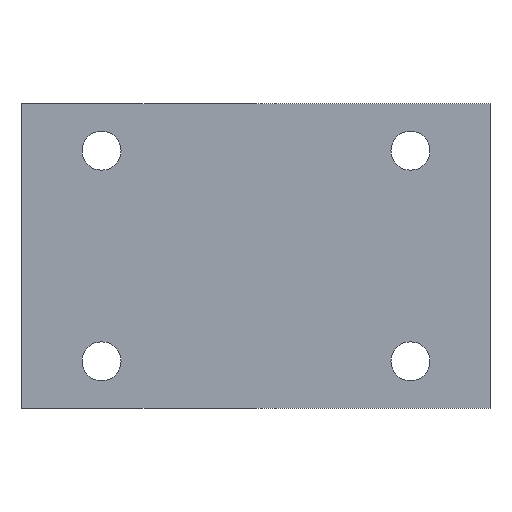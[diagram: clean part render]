
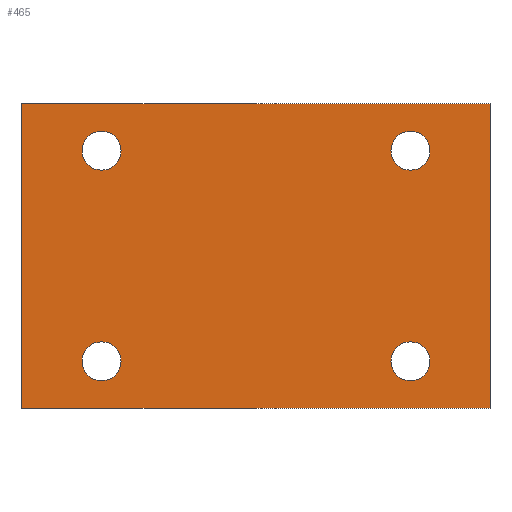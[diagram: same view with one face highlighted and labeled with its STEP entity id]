
A CAD part, front view. The second image highlights one B-rep face of the part: STEP entity #465.
In plain terms, the highlighted planar face has unit normal (0, -1, 0).
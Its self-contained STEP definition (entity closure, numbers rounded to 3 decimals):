
#97=DIRECTION('',(0.,0.,-1.));
#98=VECTOR('',#97,26.);
#99=CARTESIAN_POINT('',(40.,0.,18.));
#100=LINE('',#99,#98);
#101=DIRECTION('',(0.,0.,1.));
#102=VECTOR('',#101,26.);
#103=CARTESIAN_POINT('',(0.,0.,-8.));
#104=LINE('',#103,#102);
#105=DIRECTION('',(-1.,0.,0.));
#106=VECTOR('',#105,40.);
#107=CARTESIAN_POINT('',(40.,0.,18.));
#108=LINE('',#107,#106);
#109=CARTESIAN_POINT('',(6.8,0.,14.));
#110=DIRECTION('',(0.,1.,0.));
#111=DIRECTION('',(0.,0.,-1.));
#112=AXIS2_PLACEMENT_3D('',#109,#110,#111);
#114=CARTESIAN_POINT('',(6.8,0.,14.));
#115=DIRECTION('',(0.,1.,0.));
#116=DIRECTION('',(0.,0.,1.));
#117=AXIS2_PLACEMENT_3D('',#114,#115,#116);
#119=CARTESIAN_POINT('',(6.8,0.,-4.));
#120=DIRECTION('',(0.,1.,0.));
#121=DIRECTION('',(0.,0.,-1.));
#122=AXIS2_PLACEMENT_3D('',#119,#120,#121);
#124=CARTESIAN_POINT('',(6.8,0.,-4.));
#125=DIRECTION('',(0.,1.,0.));
#126=DIRECTION('',(0.,0.,1.));
#127=AXIS2_PLACEMENT_3D('',#124,#125,#126);
#129=CARTESIAN_POINT('',(33.2,0.,-4.));
#130=DIRECTION('',(0.,1.,0.));
#131=DIRECTION('',(0.,0.,-1.));
#132=AXIS2_PLACEMENT_3D('',#129,#130,#131);
#134=CARTESIAN_POINT('',(33.2,0.,-4.));
#135=DIRECTION('',(0.,1.,0.));
#136=DIRECTION('',(0.,0.,1.));
#137=AXIS2_PLACEMENT_3D('',#134,#135,#136);
#139=CARTESIAN_POINT('',(33.2,0.,14.));
#140=DIRECTION('',(0.,1.,0.));
#141=DIRECTION('',(0.,0.,-1.));
#142=AXIS2_PLACEMENT_3D('',#139,#140,#141);
#144=CARTESIAN_POINT('',(33.2,0.,14.));
#145=DIRECTION('',(0.,1.,0.));
#146=DIRECTION('',(0.,0.,1.));
#147=AXIS2_PLACEMENT_3D('',#144,#145,#146);
#149=DIRECTION('',(-1.,0.,0.));
#150=VECTOR('',#149,40.);
#151=CARTESIAN_POINT('',(40.,0.,-8.));
#152=LINE('',#151,#150);
#254=CARTESIAN_POINT('',(40.,0.,18.));
#256=VERTEX_POINT('',#254);
#257=CARTESIAN_POINT('',(40.,0.,-8.));
#259=VERTEX_POINT('',#257);
#262=CARTESIAN_POINT('',(0.,0.,18.));
#264=VERTEX_POINT('',#262);
#265=CARTESIAN_POINT('',(0.,0.,-8.));
#267=VERTEX_POINT('',#265);
#277=CARTESIAN_POINT('',(6.8,0.,12.335));
#278=CARTESIAN_POINT('',(6.8,0.,15.665));
#279=VERTEX_POINT('',#277);
#280=VERTEX_POINT('',#278);
#281=CARTESIAN_POINT('',(6.8,0.,-5.665));
#282=CARTESIAN_POINT('',(6.8,0.,-2.335));
#283=VERTEX_POINT('',#281);
#284=VERTEX_POINT('',#282);
#285=CARTESIAN_POINT('',(33.2,0.,-5.665));
#286=CARTESIAN_POINT('',(33.2,0.,-2.335));
#287=VERTEX_POINT('',#285);
#288=VERTEX_POINT('',#286);
#289=CARTESIAN_POINT('',(33.2,0.,12.335));
#290=CARTESIAN_POINT('',(33.2,0.,15.665));
#291=VERTEX_POINT('',#289);
#292=VERTEX_POINT('',#290);
#427=CARTESIAN_POINT('',(0.,0.,0.));
#428=DIRECTION('',(0.,-1.,0.));
#429=DIRECTION('',(1.,0.,0.));
#430=AXIS2_PLACEMENT_3D('',#427,#428,#429);
#431=PLANE('',#430);
#432=ORIENTED_EDGE('',*,*,#411,.T.);
#434=ORIENTED_EDGE('',*,*,#433,.T.);
#436=ORIENTED_EDGE('',*,*,#435,.T.);
#438=ORIENTED_EDGE('',*,*,#437,.F.);
#439=EDGE_LOOP('',(#432,#434,#436,#438));
#440=FACE_OUTER_BOUND('',#439,.F.);
#442=ORIENTED_EDGE('',*,*,#441,.F.);
#444=ORIENTED_EDGE('',*,*,#443,.F.);
#445=EDGE_LOOP('',(#442,#444));
#446=FACE_BOUND('',#445,.F.);
#448=ORIENTED_EDGE('',*,*,#447,.F.);
#450=ORIENTED_EDGE('',*,*,#449,.F.);
#451=EDGE_LOOP('',(#448,#450));
#452=FACE_BOUND('',#451,.F.);
#454=ORIENTED_EDGE('',*,*,#453,.F.);
#456=ORIENTED_EDGE('',*,*,#455,.F.);
#457=EDGE_LOOP('',(#454,#456));
#458=FACE_BOUND('',#457,.F.);
#460=ORIENTED_EDGE('',*,*,#459,.F.);
#462=ORIENTED_EDGE('',*,*,#461,.F.);
#463=EDGE_LOOP('',(#460,#462));
#464=FACE_BOUND('',#463,.F.);
#465=ADVANCED_FACE('',(#440,#446,#452,#458,#464),#431,.T.);
#113=CIRCLE('',#112,1.665);
#118=CIRCLE('',#117,1.665);
#123=CIRCLE('',#122,1.665);
#128=CIRCLE('',#127,1.665);
#133=CIRCLE('',#132,1.665);
#138=CIRCLE('',#137,1.665);
#143=CIRCLE('',#142,1.665);
#148=CIRCLE('',#147,1.665);
#411=EDGE_CURVE('',#256,#259,#100,.T.);
#433=EDGE_CURVE('',#259,#267,#152,.T.);
#435=EDGE_CURVE('',#267,#264,#104,.T.);
#437=EDGE_CURVE('',#256,#264,#108,.T.);
#441=EDGE_CURVE('',#279,#280,#113,.T.);
#443=EDGE_CURVE('',#280,#279,#118,.T.);
#447=EDGE_CURVE('',#283,#284,#123,.T.);
#449=EDGE_CURVE('',#284,#283,#128,.T.);
#453=EDGE_CURVE('',#287,#288,#133,.T.);
#455=EDGE_CURVE('',#288,#287,#138,.T.);
#459=EDGE_CURVE('',#291,#292,#143,.T.);
#461=EDGE_CURVE('',#292,#291,#148,.T.);
